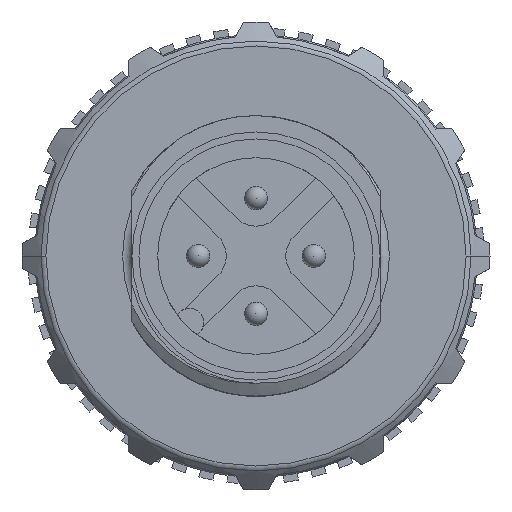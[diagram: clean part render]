
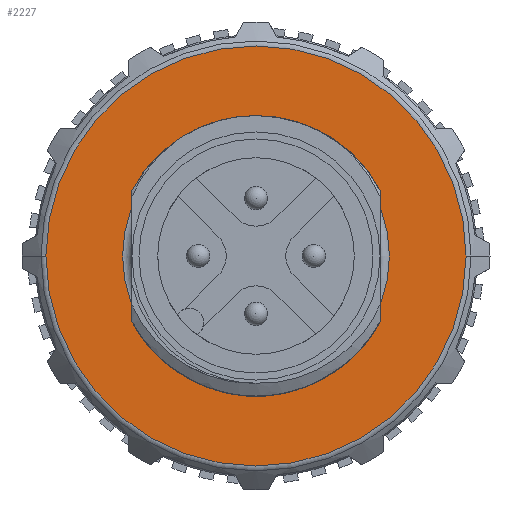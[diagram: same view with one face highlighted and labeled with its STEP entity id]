
A CAD part, left-side view. The second image highlights one B-rep face of the part: STEP entity #2227.
In plain terms, the highlighted planar face has unit normal (-1, 0, 0).
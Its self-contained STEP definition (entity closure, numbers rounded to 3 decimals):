
#2227=ADVANCED_FACE('',(#3370,#3371),#2720,.F.);
#2720=PLANE('',#9748);
#3370=FACE_BOUND('',#3459,.T.);
#3371=FACE_BOUND('',#3460,.T.);
#3459=EDGE_LOOP('',(#4516,#4517,#4518,#4519));
#3460=EDGE_LOOP('',(#4520,#4521));
#4516=ORIENTED_EDGE('',*,*,#8200,.T.);
#4517=ORIENTED_EDGE('',*,*,#8201,.F.);
#4518=ORIENTED_EDGE('',*,*,#8202,.T.);
#4519=ORIENTED_EDGE('',*,*,#8203,.F.);
#4520=ORIENTED_EDGE('',*,*,#8199,.F.);
#4521=ORIENTED_EDGE('',*,*,#8204,.T.);
#7213=VERTEX_POINT('',#16119);
#7214=VERTEX_POINT('',#16121);
#7215=VERTEX_POINT('',#16125);
#7216=VERTEX_POINT('',#16126);
#7217=VERTEX_POINT('',#16128);
#7218=VERTEX_POINT('',#16130);
#8199=EDGE_CURVE('',#7214,#7213,#9308,.T.);
#8200=EDGE_CURVE('',#7215,#7216,#9309,.T.);
#8201=EDGE_CURVE('',#7217,#7216,#9310,.T.);
#8202=EDGE_CURVE('',#7217,#7218,#9311,.T.);
#8203=EDGE_CURVE('',#7215,#7218,#9312,.T.);
#8204=EDGE_CURVE('',#7214,#7213,#9313,.T.);
#9308=CIRCLE('',#9741,5.7);
#9309=CIRCLE('',#9743,8.976);
#9310=CIRCLE('',#9744,8.976);
#9311=CIRCLE('',#9745,8.976);
#9312=CIRCLE('',#9746,8.976);
#9313=CIRCLE('',#9747,5.7);
#9741=AXIS2_PLACEMENT_3D('',#16122,#10895,#10896);
#9743=AXIS2_PLACEMENT_3D('',#16124,#10899,#10900);
#9744=AXIS2_PLACEMENT_3D('',#16127,#10901,#10902);
#9745=AXIS2_PLACEMENT_3D('',#16129,#10903,#10904);
#9746=AXIS2_PLACEMENT_3D('',#16131,#10905,#10906);
#9747=AXIS2_PLACEMENT_3D('',#16132,#10907,#10908);
#9748=AXIS2_PLACEMENT_3D('',#16133,#10909,#10910);
#10895=DIRECTION('',(-1.,0.,0.));
#10896=DIRECTION('',(0.,0.,-1.));
#10899=DIRECTION('',(-1.,0.,0.));
#10900=DIRECTION('',(0.,1.,0.005));
#10901=DIRECTION('',(1.,0.,0.));
#10902=DIRECTION('',(0.,1.,0.005));
#10903=DIRECTION('',(-1.,0.,0.));
#10904=DIRECTION('',(0.,-1.,-0.005));
#10905=DIRECTION('',(1.,0.,0.));
#10906=DIRECTION('',(0.,-1.,-0.005));
#10907=DIRECTION('',(1.,0.,0.));
#10908=DIRECTION('',(0.,0.,-1.));
#10909=DIRECTION('',(1.,0.,0.));
#10910=DIRECTION('',(0.,0.,-1.));
#16119=CARTESIAN_POINT('',(10.,0.,-5.7));
#16121=CARTESIAN_POINT('',(10.,0.,5.7));
#16122=CARTESIAN_POINT('',(10.,0.,0.));
#16124=CARTESIAN_POINT('',(10.,0.,0.));
#16125=CARTESIAN_POINT('',(10.,-8.976,0.));
#16126=CARTESIAN_POINT('',(10.,8.976,0.049));
#16127=CARTESIAN_POINT('',(10.,0.,0.));
#16128=CARTESIAN_POINT('',(10.,8.976,0.));
#16129=CARTESIAN_POINT('',(10.,0.,0.));
#16130=CARTESIAN_POINT('',(10.,-8.976,-0.049));
#16131=CARTESIAN_POINT('',(10.,0.,0.));
#16132=CARTESIAN_POINT('',(10.,0.,0.));
#16133=CARTESIAN_POINT('',(10.,-10.,0.));
